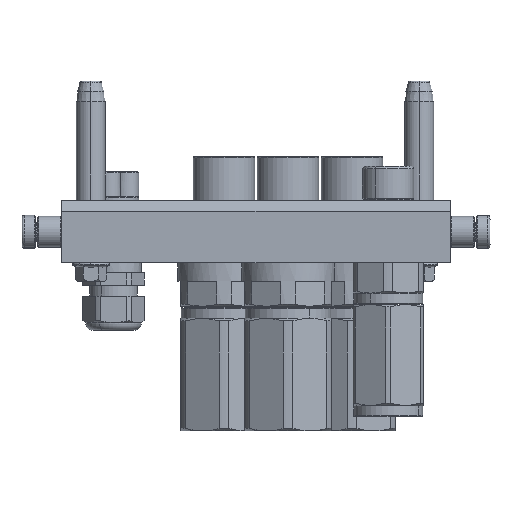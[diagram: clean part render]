
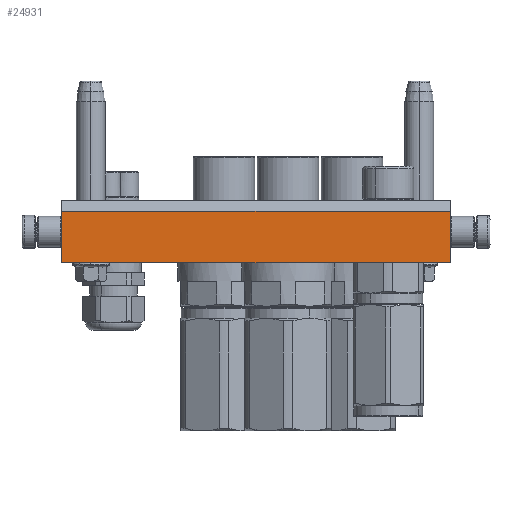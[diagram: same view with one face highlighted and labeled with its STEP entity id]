
A CAD part, left-side view. The second image highlights one B-rep face of the part: STEP entity #24931.
In plain terms, the highlighted face is planar.
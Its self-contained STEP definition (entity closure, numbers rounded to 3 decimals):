
#2659 = VECTOR ( 'NONE', #6621, 1000. ) ;
#2851 = CARTESIAN_POINT ( 'NONE',  ( 94., -15., -45. ) ) ;
#3251 = EDGE_CURVE ( 'NONE', #17937, #10834, #58951, .T. ) ;
#3454 = EDGE_CURVE ( 'NONE', #17937, #23090, #39310, .T. ) ;
#6621 = DIRECTION ( 'NONE',  ( 1., 0., 0. ) ) ;
#9028 = VECTOR ( 'NONE', #37375, 1000. ) ;
#9754 = DIRECTION ( 'NONE',  ( 0., 1., 0. ) ) ;
#9976 = LINE ( 'NONE', #24024, #12216 ) ;
#10834 = VERTEX_POINT ( 'NONE', #42715 ) ;
#12216 = VECTOR ( 'NONE', #57846, 1000. ) ;
#12443 = DIRECTION ( 'NONE',  ( -1., 0., 0. ) ) ;
#13566 = ORIENTED_EDGE ( 'NONE', *, *, #3454, .F. ) ;
#15120 = CARTESIAN_POINT ( 'NONE',  ( 94., -10., -45. ) ) ;
#17604 = ORIENTED_EDGE ( 'NONE', *, *, #22284, .F. ) ;
#17937 = VERTEX_POINT ( 'NONE', #29484 ) ;
#21732 = LINE ( 'NONE', #47067, #9028 ) ;
#22284 = EDGE_CURVE ( 'NONE', #23090, #44642, #21732, .T. ) ;
#23090 = VERTEX_POINT ( 'NONE', #15120 ) ;
#24024 = CARTESIAN_POINT ( 'NONE',  ( 94., 15., -45. ) ) ;
#24396 = CARTESIAN_POINT ( 'NONE',  ( -94., -10., -45. ) ) ;
#24931 = ADVANCED_FACE ( 'NONE', ( #62053 ), #26854, .T. ) ;
#26854 = PLANE ( 'NONE',  #59379 ) ;
#29484 = CARTESIAN_POINT ( 'NONE',  ( -94., -10., -45. ) ) ;
#32165 = EDGE_CURVE ( 'NONE', #44642, #10834, #9976, .T. ) ;
#35579 = VECTOR ( 'NONE', #9754, 1000. ) ;
#37375 = DIRECTION ( 'NONE',  ( 0., 1., 0. ) ) ;
#39051 = CARTESIAN_POINT ( 'NONE',  ( 94., 15., -45. ) ) ;
#39310 = LINE ( 'NONE', #45551, #2659 ) ;
#40926 = DIRECTION ( 'NONE',  ( 0., 0., -1. ) ) ;
#42715 = CARTESIAN_POINT ( 'NONE',  ( -94., 15., -45. ) ) ;
#44642 = VERTEX_POINT ( 'NONE', #39051 ) ;
#45551 = CARTESIAN_POINT ( 'NONE',  ( -94., -10., -45. ) ) ;
#47067 = CARTESIAN_POINT ( 'NONE',  ( 94., -10., -45. ) ) ;
#51634 = ORIENTED_EDGE ( 'NONE', *, *, #32165, .F. ) ;
#54416 = EDGE_LOOP ( 'NONE', ( #60812, #51634, #17604, #13566 ) ) ;
#57846 = DIRECTION ( 'NONE',  ( -1., 0., 0. ) ) ;
#58951 = LINE ( 'NONE', #24396, #35579 ) ;
#59379 = AXIS2_PLACEMENT_3D ( 'NONE', #2851, #40926, #12443 ) ;
#60812 = ORIENTED_EDGE ( 'NONE', *, *, #3251, .T. ) ;
#62053 = FACE_OUTER_BOUND ( 'NONE', #54416, .T. ) ;
